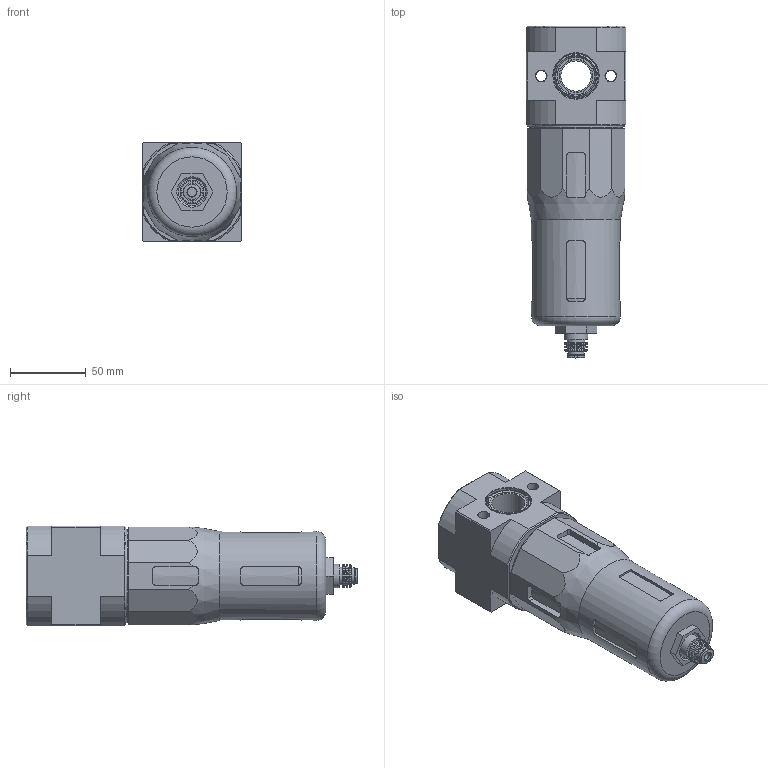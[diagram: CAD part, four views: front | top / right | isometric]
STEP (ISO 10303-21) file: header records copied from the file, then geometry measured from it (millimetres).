
FILE_DESCRIPTION(/* description */ ('STEP AP214'),/* implementation_level */ '2;1');
FILE_NAME(/* name */ '546450_LFMB-D-MAXI-A-U',/* time_stamp */ '2024-09-03T16:56:25+02:00',/* author */ ('License CC BY-ND 4.0'),/* organization */ ('CADENAS'),/* preprocessor_version */ 'ST-DEVELOPER v19.3',/* originating_system */ 'PARTsolutions',/* authorisation */ ' ');
FILE_SCHEMA (('AUTOMOTIVE_DESIGN {1 0 10303 214 3 1 1}'));
Length unit declared in the file: millimetre
Products named in the file (3): 546450 LFMB-D-MAXI-A-U; 126047 LFMB-D-MAXI-A; 526489 MS4-LFR-V
Assembly tree (2 placements, depth 2):
  546450 LFMB-D-MAXI-A-U
    126047 LFMB-D-MAXI-A
    526489 MS4-LFR-V
Bounding box: 66 x 219.22 x 66 mm (x, y, z)
Volume: 623630.6 mm3; surface area: 61027.7 mm2
Topology: 2 solids, 2 shells, 222 faces, 543 edges, 347 vertices
Faces by surface type: plane 100, cylinder 58, cone 32, torus 32
Full cylindrical faces by diameter (mm): 6 x1, 11 x1, 11.4 x1, 11.6 x1, 11.8 x1, 15.8 x1, 18 x1, 22 x1, 30 x2, 58.8 x1, 62 x2
Entity records: 8007 total; most frequent: CARTESIAN_POINT 1549, ORIENTED_EDGE 960, DIRECTION 948, EDGE_CURVE 480, AXIS2_PLACEMENT_3D 373, VERTEX_POINT 340, EDGE_LOOP 306, FACE_BOUND 306
